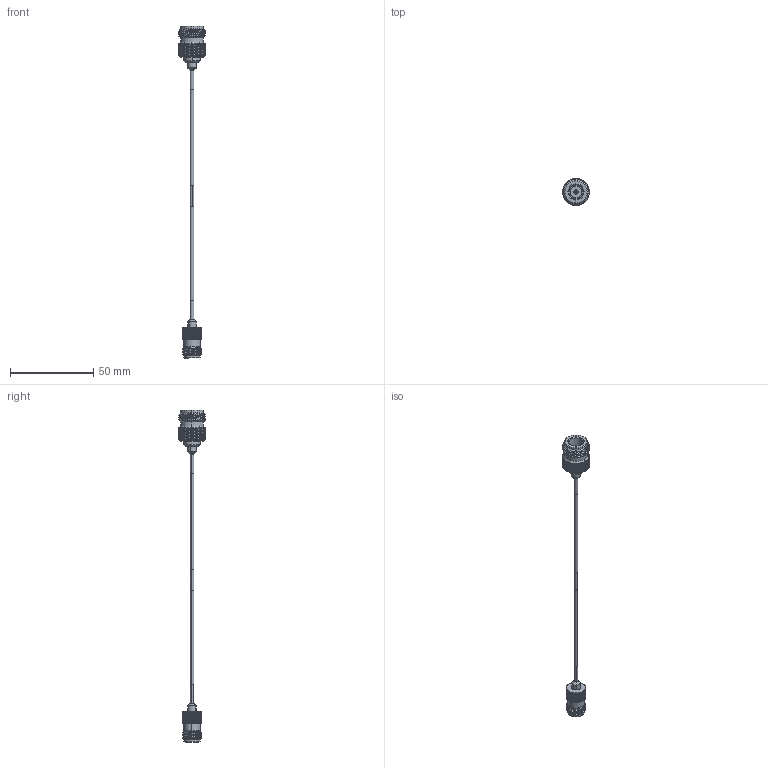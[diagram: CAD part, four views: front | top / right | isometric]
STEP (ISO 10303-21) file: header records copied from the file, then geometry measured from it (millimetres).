
FILE_DESCRIPTION (( 'STEP AP214' ), '1' );
FILE_NAME ('LCCA30586.step', '2020-06-23T21:38:05', ( '' ), ( '' ), 'SwSTEP 2.0', 'SolidWorks 2018', '' );
FILE_SCHEMA (( 'AUTOMOTIVE_DESIGN' ));
Length unit declared in the file: inch
Products named in the file (6): 1AW01-002_.08 ID; LC085TB (085 FORMABLE); LCCA30586; LCCN3054; LCCN3044_HS; LCCN3062
Assembly tree (6 placements, depth 2):
  LCCA30586
    LC085TB (085 FORMABLE)
    1AW01-002_.08 ID
    LCCN3044_HS  x2
    LCCN3054
    LCCN3062
Bounding box: 16 x 16 x 199.11 mm (x, y, z)
Volume: 5225.8 mm3; surface area: 5055.1 mm2
Topology: 6 solids, 6 shells, 4050 faces, 8601 edges, 4582 vertices
Faces by surface type: bspline 3090, cylinder 853, plane 63, cone 44
Entity records: 151094 total; most frequent: CARTESIAN_POINT 98658, ORIENTED_EDGE 17174, EDGE_CURVE 8587, VERTEX_POINT 4574, EDGE_LOOP 4063, FACE_OUTER_BOUND 4042, ADVANCED_FACE 4042, B_SPLINE_CURVE_WITH_KNOTS 3597
